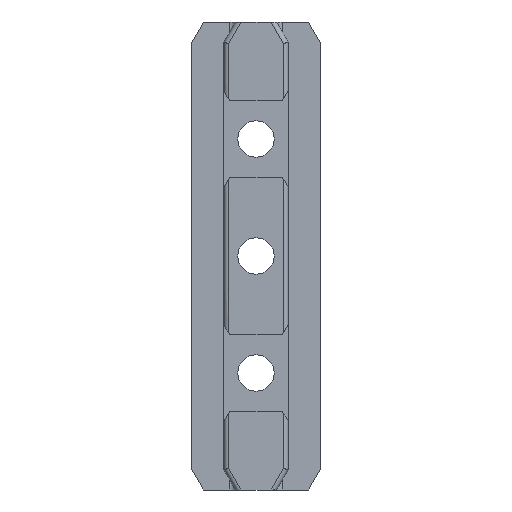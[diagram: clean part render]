
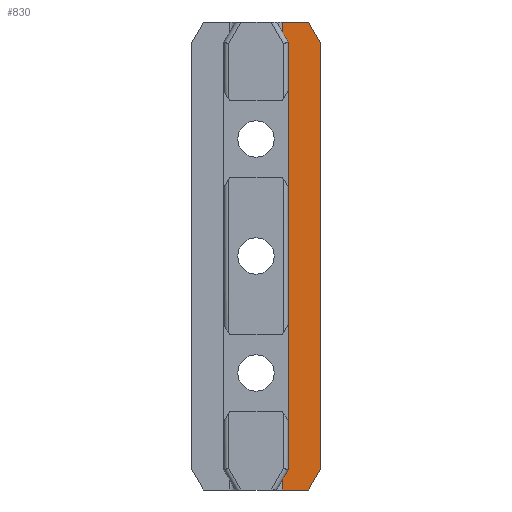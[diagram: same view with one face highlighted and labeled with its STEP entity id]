
A CAD part, left-side view. The second image highlights one B-rep face of the part: STEP entity #830.
In plain terms, the highlighted planar face has unit normal (-1, 0, 0).
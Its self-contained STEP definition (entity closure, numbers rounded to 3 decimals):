
#17 = ORIENTED_EDGE ( 'NONE', *, *, #286, .T. ) ;
#35 = VERTEX_POINT ( 'NONE', #1504 ) ;
#100 = EDGE_CURVE ( 'NONE', #1041, #687, #1118, .T. ) ;
#101 = VERTEX_POINT ( 'NONE', #2160 ) ;
#148 = DIRECTION ( 'NONE',  ( 0., 0., -1. ) ) ;
#157 = CARTESIAN_POINT ( 'NONE',  ( -1.15, -5.486, 20. ) ) ;
#212 = VECTOR ( 'NONE', #930, 1000. ) ;
#235 = VERTEX_POINT ( 'NONE', #1315 ) ;
#241 = EDGE_CURVE ( 'NONE', #35, #1505, #1695, .T. ) ;
#245 = VECTOR ( 'NONE', #1707, 1000. ) ;
#286 = EDGE_CURVE ( 'NONE', #235, #1041, #1405, .T. ) ;
#299 = ORIENTED_EDGE ( 'NONE', *, *, #2024, .F. ) ;
#334 = ORIENTED_EDGE ( 'NONE', *, *, #241, .T. ) ;
#387 = DIRECTION ( 'NONE',  ( 0., -0.5, 0.866 ) ) ;
#413 = PLANE ( 'NONE',  #1619 ) ;
#462 = EDGE_CURVE ( 'NONE', #101, #1505, #2115, .T. ) ;
#570 = CARTESIAN_POINT ( 'NONE',  ( -1.15, -5.486, -18.268 ) ) ;
#646 = LINE ( 'NONE', #157, #1070 ) ;
#687 = VERTEX_POINT ( 'NONE', #978 ) ;
#724 = LINE ( 'NONE', #820, #245 ) ;
#802 = CARTESIAN_POINT ( 'NONE',  ( -1.15, -2.25, 20. ) ) ;
#820 = CARTESIAN_POINT ( 'NONE',  ( -1.15, -2.25, 20. ) ) ;
#830 = ADVANCED_FACE ( 'NONE', ( #1048 ), #413, .F. ) ;
#874 = CARTESIAN_POINT ( 'NONE',  ( -1.15, -4.486, -20. ) ) ;
#878 = ORIENTED_EDGE ( 'NONE', *, *, #462, .F. ) ;
#930 = DIRECTION ( 'NONE',  ( 0., -1., 0. ) ) ;
#978 = CARTESIAN_POINT ( 'NONE',  ( -1.15, -5.486, -18.268 ) ) ;
#1041 = VERTEX_POINT ( 'NONE', #874 ) ;
#1048 = FACE_OUTER_BOUND ( 'NONE', #1251, .T. ) ;
#1070 = VECTOR ( 'NONE', #148, 1000. ) ;
#1118 = LINE ( 'NONE', #570, #1479 ) ;
#1147 = ORIENTED_EDGE ( 'NONE', *, *, #1935, .T. ) ;
#1180 = VECTOR ( 'NONE', #1855, 1000. ) ;
#1189 = CARTESIAN_POINT ( 'NONE',  ( -1.15, -2.25, -20. ) ) ;
#1251 = EDGE_LOOP ( 'NONE', ( #299, #334, #878, #1147, #17, #1750 ) ) ;
#1315 = CARTESIAN_POINT ( 'NONE',  ( -1.15, -2.25, -20. ) ) ;
#1405 = LINE ( 'NONE', #1189, #1832 ) ;
#1463 = CARTESIAN_POINT ( 'NONE',  ( -1.15, -2.25, 20. ) ) ;
#1479 = VECTOR ( 'NONE', #387, 1000. ) ;
#1504 = CARTESIAN_POINT ( 'NONE',  ( -1.15, -5.486, 18.268 ) ) ;
#1505 = VERTEX_POINT ( 'NONE', #1641 ) ;
#1619 = AXIS2_PLACEMENT_3D ( 'NONE', #802, #2049, #1675 ) ;
#1641 = CARTESIAN_POINT ( 'NONE',  ( -1.15, -4.486, 20. ) ) ;
#1675 = DIRECTION ( 'NONE',  ( 0., 0., -1. ) ) ;
#1695 = LINE ( 'NONE', #1849, #1180 ) ;
#1707 = DIRECTION ( 'NONE',  ( 0., 0., -1. ) ) ;
#1738 = DIRECTION ( 'NONE',  ( 0., -1., 0. ) ) ;
#1750 = ORIENTED_EDGE ( 'NONE', *, *, #100, .T. ) ;
#1832 = VECTOR ( 'NONE', #1738, 1000. ) ;
#1849 = CARTESIAN_POINT ( 'NONE',  ( -1.15, -4.486, 20. ) ) ;
#1855 = DIRECTION ( 'NONE',  ( 0., 0.5, 0.866 ) ) ;
#1935 = EDGE_CURVE ( 'NONE', #101, #235, #724, .T. ) ;
#2024 = EDGE_CURVE ( 'NONE', #35, #687, #646, .T. ) ;
#2049 = DIRECTION ( 'NONE',  ( 1., 0., 0. ) ) ;
#2115 = LINE ( 'NONE', #1463, #212 ) ;
#2160 = CARTESIAN_POINT ( 'NONE',  ( -1.15, -2.25, 20. ) ) ;
